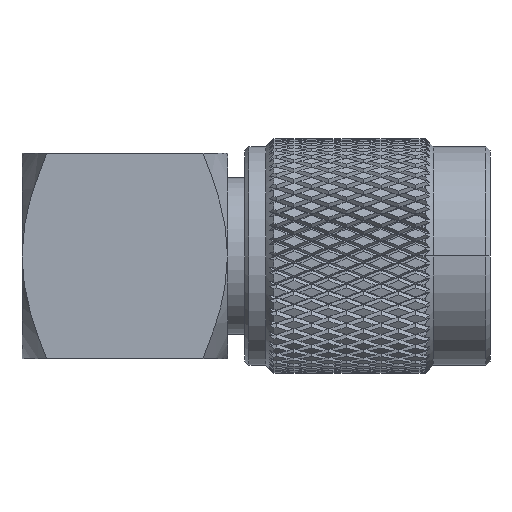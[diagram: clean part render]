
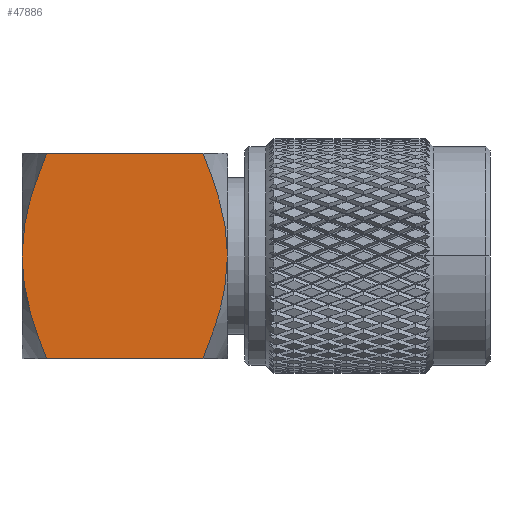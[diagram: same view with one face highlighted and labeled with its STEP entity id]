
A CAD part, left-side view. The second image highlights one B-rep face of the part: STEP entity #47886.
In plain terms, the highlighted planar face has unit normal (-1, 0, 0).
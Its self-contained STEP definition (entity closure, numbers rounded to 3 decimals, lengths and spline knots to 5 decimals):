
#115 = CARTESIAN_POINT ( 'NONE',  ( -0.25, -0.20651, -0.21008 ) ) ;
#4962 = B_SPLINE_CURVE_WITH_KNOTS ( 'NONE', 3,
 ( #23358, #89732, #31835, #64004, #31480, #82349, #107049, #90459 ),
 .UNSPECIFIED., .F., .F.,
 ( 4, 2, 2, 4 ),
 ( 0.01649, 0.01813, 0.01977, 0.02305 ),
 .UNSPECIFIED. ) ;
#7919 = CARTESIAN_POINT ( 'NONE',  ( -0.25, 0.19021, 0.25 ) ) ;
#8228 = CARTESIAN_POINT ( 'NONE',  ( -0.25, -0.25, 0. ) ) ;
#10026 = DIRECTION ( 'NONE',  ( 0., -1., 0. ) ) ;
#14532 = VERTEX_POINT ( 'NONE', #17865 ) ;
#16405 = CARTESIAN_POINT ( 'NONE',  ( -0.25, 0.19021, 0.25 ) ) ;
#17616 = CARTESIAN_POINT ( 'NONE',  ( -0.25, 0.22042, 0.16883 ) ) ;
#17865 = CARTESIAN_POINT ( 'NONE',  ( -0.25, -0.19021, -0.25 ) ) ;
#22705 = EDGE_CURVE ( 'NONE', #39778, #74776, #74242, .T. ) ;
#23358 = CARTESIAN_POINT ( 'NONE',  ( -0.25, -0.19021, 0.25 ) ) ;
#23776 = CARTESIAN_POINT ( 'NONE',  ( -0.25, -0.25, 0.25 ) ) ;
#27146 = EDGE_LOOP ( 'NONE', ( #78656, #79827, #78673, #79921, #90580, #79747 ) ) ;
#31360 = CARTESIAN_POINT ( 'NONE',  ( -0.25, -0.19021, 0.25 ) ) ;
#31480 = CARTESIAN_POINT ( 'NONE',  ( -0.25, -0.22691, 0.14812 ) ) ;
#31835 = CARTESIAN_POINT ( 'NONE',  ( -0.25, -0.20614, 0.20982 ) ) ;
#33485 = CARTESIAN_POINT ( 'NONE',  ( -0.25, 0.24217, -0.08594 ) ) ;
#33624 = CARTESIAN_POINT ( 'NONE',  ( -0.25, -0.25, 0. ) ) ;
#34384 = LINE ( 'NONE', #23776, #84544 ) ;
#34579 = CARTESIAN_POINT ( 'NONE',  ( -0.25, 0.20614, 0.20982 ) ) ;
#35549 = CARTESIAN_POINT ( 'NONE',  ( -0.25, 0.25, 0.04335 ) ) ;
#35728 = CARTESIAN_POINT ( 'NONE',  ( -0.25, -0.25, 0.25 ) ) ;
#39778 = VERTEX_POINT ( 'NONE', #49356 ) ;
#42225 = AXIS2_PLACEMENT_3D ( 'NONE', #35728, #77387, #94676 ) ;
#42332 = CARTESIAN_POINT ( 'NONE',  ( -0.25, 0.19021, -0.25 ) ) ;
#43057 = CARTESIAN_POINT ( 'NONE',  ( -0.25, 0.25, 0. ) ) ;
#43640 = CARTESIAN_POINT ( 'NONE',  ( -0.25, -0.25, -0.25 ) ) ;
#46487 = EDGE_CURVE ( 'NONE', #108454, #62490, #34384, .T. ) ;
#47886 = ADVANCED_FACE ( 'NONE', ( #65964 ), #95049, .F. ) ;
#49356 = CARTESIAN_POINT ( 'NONE',  ( -0.25, 0.19021, -0.25 ) ) ;
#50620 = CARTESIAN_POINT ( 'NONE',  ( -0.25, -0.22133, -0.16929 ) ) ;
#54241 = CARTESIAN_POINT ( 'NONE',  ( -0.25, 0.25, 0. ) ) ;
#54287 = CARTESIAN_POINT ( 'NONE',  ( -0.25, -0.19021, -0.25 ) ) ;
#58615 = CARTESIAN_POINT ( 'NONE',  ( -0.25, 0.23771, -0.10695 ) ) ;
#61293 = CARTESIAN_POINT ( 'NONE',  ( -0.25, -0.25, -0.02148 ) ) ;
#62490 = VERTEX_POINT ( 'NONE', #31360 ) ;
#64004 = CARTESIAN_POINT ( 'NONE',  ( -0.25, -0.22042, 0.16883 ) ) ;
#65210 = LINE ( 'NONE', #43640, #103298 ) ;
#65516 = DIRECTION ( 'NONE',  ( 0., -1., 0. ) ) ;
#65964 = FACE_OUTER_BOUND ( 'NONE', #27146, .T. ) ;
#72990 = EDGE_CURVE ( 'NONE', #74776, #108454, #81610, .T. ) ;
#74242 = B_SPLINE_CURVE_WITH_KNOTS ( 'NONE', 3,
 ( #42332, #75530, #76598, #58615, #33485, #101299, #92442, #43057 ),
 .UNSPECIFIED., .F., .F.,
 ( 4, 2, 2, 4 ),
 ( 0.0072, 0.01048, 0.01213, 0.01377 ),
 .UNSPECIFIED. ) ;
#74776 = VERTEX_POINT ( 'NONE', #54241 ) ;
#75530 = CARTESIAN_POINT ( 'NONE',  ( -0.25, 0.20651, -0.21008 ) ) ;
#76598 = CARTESIAN_POINT ( 'NONE',  ( -0.25, 0.22133, -0.16929 ) ) ;
#77336 = EDGE_CURVE ( 'NONE', #39778, #14532, #65210, .T. ) ;
#77387 = DIRECTION ( 'NONE',  ( 1., 0., 0. ) ) ;
#78656 = ORIENTED_EDGE ( 'NONE', *, *, #22705, .F. ) ;
#78673 = ORIENTED_EDGE ( 'NONE', *, *, #105870, .F. ) ;
#79747 = ORIENTED_EDGE ( 'NONE', *, *, #72990, .F. ) ;
#79827 = ORIENTED_EDGE ( 'NONE', *, *, #77336, .T. ) ;
#79921 = ORIENTED_EDGE ( 'NONE', *, *, #92046, .F. ) ;
#80227 = CARTESIAN_POINT ( 'NONE',  ( -0.25, 0.19837, 0.23001 ) ) ;
#80549 = B_SPLINE_CURVE_WITH_KNOTS ( 'NONE', 3,
 ( #33624, #61293, #103608, #92592, #101072, #50620, #115, #54287 ),
 .UNSPECIFIED., .F., .F.,
 ( 4, 2, 2, 4 ),
 ( 0.02305, 0.02468, 0.0263, 0.02955 ),
 .UNSPECIFIED. ) ;
#81610 = B_SPLINE_CURVE_WITH_KNOTS ( 'NONE', 3,
 ( #86051, #35549, #94499, #81780, #17616, #34579, #80227, #16405 ),
 .UNSPECIFIED., .F., .F.,
 ( 4, 2, 2, 4 ),
 ( 0.01377, 0.01708, 0.01874, 0.02039 ),
 .UNSPECIFIED. ) ;
#81780 = CARTESIAN_POINT ( 'NONE',  ( -0.25, 0.22691, 0.14812 ) ) ;
#82349 = CARTESIAN_POINT ( 'NONE',  ( -0.25, -0.24328, 0.08565 ) ) ;
#84544 = VECTOR ( 'NONE', #65516, 39.37008 ) ;
#86051 = CARTESIAN_POINT ( 'NONE',  ( -0.25, 0.25, 0. ) ) ;
#87361 = VERTEX_POINT ( 'NONE', #8228 ) ;
#89732 = CARTESIAN_POINT ( 'NONE',  ( -0.25, -0.19837, 0.23001 ) ) ;
#90459 = CARTESIAN_POINT ( 'NONE',  ( -0.25, -0.25, 0. ) ) ;
#90580 = ORIENTED_EDGE ( 'NONE', *, *, #46487, .F. ) ;
#92046 = EDGE_CURVE ( 'NONE', #62490, #87361, #4962, .T. ) ;
#92442 = CARTESIAN_POINT ( 'NONE',  ( -0.25, 0.25, -0.02148 ) ) ;
#92592 = CARTESIAN_POINT ( 'NONE',  ( -0.25, -0.24217, -0.08594 ) ) ;
#94499 = CARTESIAN_POINT ( 'NONE',  ( -0.25, 0.24328, 0.08565 ) ) ;
#94676 = DIRECTION ( 'NONE',  ( 0., 0., -1. ) ) ;
#95049 = PLANE ( 'NONE',  #42225 ) ;
#101072 = CARTESIAN_POINT ( 'NONE',  ( -0.25, -0.23771, -0.10695 ) ) ;
#101299 = CARTESIAN_POINT ( 'NONE',  ( -0.25, 0.24834, -0.0433 ) ) ;
#103298 = VECTOR ( 'NONE', #10026, 39.37008 ) ;
#103608 = CARTESIAN_POINT ( 'NONE',  ( -0.25, -0.24834, -0.0433 ) ) ;
#105870 = EDGE_CURVE ( 'NONE', #87361, #14532, #80549, .T. ) ;
#107049 = CARTESIAN_POINT ( 'NONE',  ( -0.25, -0.25, 0.04335 ) ) ;
#108454 = VERTEX_POINT ( 'NONE', #7919 ) ;
